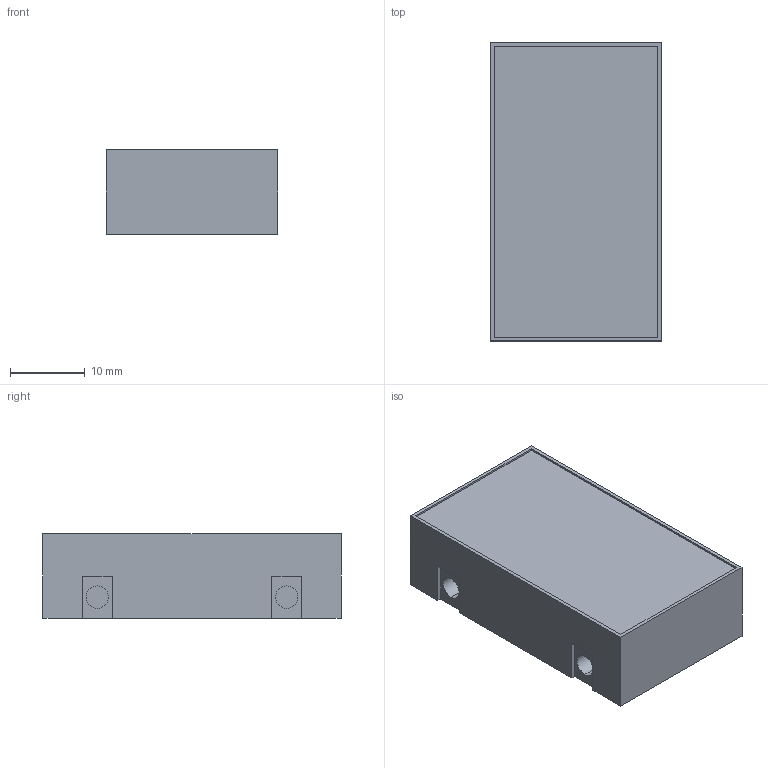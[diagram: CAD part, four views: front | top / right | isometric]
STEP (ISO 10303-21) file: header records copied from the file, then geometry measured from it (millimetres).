
FILE_DESCRIPTION((''),'2;1');
FILE_NAME('158501_SW','2011-10-06T',('banengservice'),('BANNER ENGINEERING'),'PRO/ENGINEER BY PARAMETRIC TECHNOLOGY CORPORATION, 2009141','PRO/ENGINEER BY PARAMETRIC TECHNOLOGY CORPORATION, 2009141','');
FILE_SCHEMA(('CONFIG_CONTROL_DESIGN'));
Length unit declared in the file: inch
Products named in the file (1): 158501_SW
Bounding box: 23 x 40 x 11.3 mm (x, y, z)
Volume: 9257.4 mm3; surface area: 3888.9 mm2
Topology: 1 solids, 1 shells, 65 faces, 156 edges, 104 vertices
Faces by surface type: plane 45, cylinder 20
Entity records: 1930 total; most frequent: DIRECTION 326, CARTESIAN_POINT 325, ORIENTED_EDGE 312, EDGE_CURVE 156, VECTOR 116, LINE 116, AXIS2_PLACEMENT_3D 105, VERTEX_POINT 104
